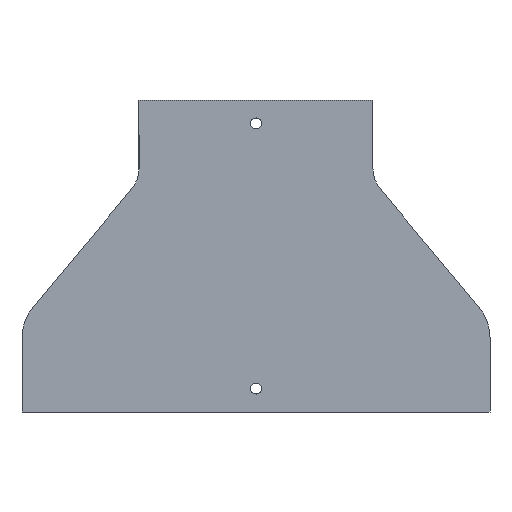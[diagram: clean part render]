
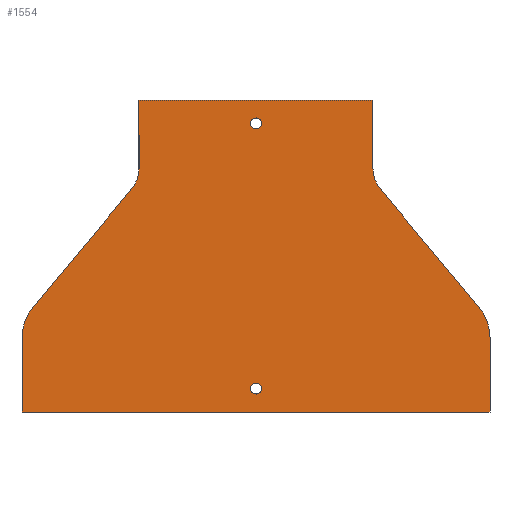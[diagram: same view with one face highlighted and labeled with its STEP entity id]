
A CAD part, front view. The second image highlights one B-rep face of the part: STEP entity #1554.
In plain terms, the highlighted planar face has unit normal (0, -1, 0).
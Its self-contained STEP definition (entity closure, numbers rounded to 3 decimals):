
#3 = CARTESIAN_POINT ( 'NONE',  ( -79.636, 0., -56.942 ) ) ;
#5 = DIRECTION ( 'NONE',  ( 0., 0., 1. ) ) ;
#6 = DIRECTION ( 'NONE',  ( 0., 1., 0. ) ) ;
#9 = CARTESIAN_POINT ( 'NONE',  ( -120., 0., -152.241 ) ) ;
#10 = DIRECTION ( 'NONE',  ( 0.64, 0., 0.768 ) ) ;
#21 = CARTESIAN_POINT ( 'NONE',  ( -150., 0., -152.241 ) ) ;
#24 = DIRECTION ( 'NONE',  ( 0., 0., 1. ) ) ;
#73 = CARTESIAN_POINT ( 'NONE',  ( 143.047, 0., -133.035 ) ) ;
#77 = CARTESIAN_POINT ( 'NONE',  ( 120., 0., -152.241 ) ) ;
#121 = DIRECTION ( 'NONE',  ( 0., 0., -1. ) ) ;
#145 = DIRECTION ( 'NONE',  ( 0., 0., 1. ) ) ;
#147 = PLANE ( 'NONE',  #1999 ) ;
#166 = CARTESIAN_POINT ( 'NONE',  ( -75., 0., 0. ) ) ;
#209 = CARTESIAN_POINT ( 'NONE',  ( 95., 0., -44.139 ) ) ;
#226 = CARTESIAN_POINT ( 'NONE',  ( 150., 0., -200. ) ) ;
#239 = DIRECTION ( 'NONE',  ( 0., 1., 0. ) ) ;
#251 = CARTESIAN_POINT ( 'NONE',  ( 75., 0., -44.139 ) ) ;
#254 = CARTESIAN_POINT ( 'NONE',  ( -75., 0., 0. ) ) ;
#260 = CARTESIAN_POINT ( 'NONE',  ( 75., 0., 0. ) ) ;
#288 = DIRECTION ( 'NONE',  ( 0.64, 0., -0.768 ) ) ;
#296 = CARTESIAN_POINT ( 'NONE',  ( -150., 0., -200. ) ) ;
#326 = CARTESIAN_POINT ( 'NONE',  ( 79.636, 0., -56.942 ) ) ;
#327 = DIRECTION ( 'NONE',  ( 0., 0., -1. ) ) ;
#328 = DIRECTION ( 'NONE',  ( 0., -1., 0. ) ) ;
#342 = CARTESIAN_POINT ( 'NONE',  ( -150., 0., -200. ) ) ;
#356 = CARTESIAN_POINT ( 'NONE',  ( -150., 0., -152.241 ) ) ;
#357 = DIRECTION ( 'NONE',  ( 0., 1., 0. ) ) ;
#374 = CARTESIAN_POINT ( 'NONE',  ( -95., 0., -44.139 ) ) ;
#396 = CARTESIAN_POINT ( 'NONE',  ( 79.636, 0., -56.942 ) ) ;
#399 = CARTESIAN_POINT ( 'NONE',  ( 150., 0., -152.241 ) ) ;
#413 = CARTESIAN_POINT ( 'NONE',  ( -75., 0., -44.139 ) ) ;
#427 = CARTESIAN_POINT ( 'NONE',  ( -79.636, 0., -56.942 ) ) ;
#429 = CARTESIAN_POINT ( 'NONE',  ( -143.047, 0., -133.035 ) ) ;
#435 = DIRECTION ( 'NONE',  ( 0., 0., -1. ) ) ;
#437 = DIRECTION ( 'NONE',  ( 0., 0., 1. ) ) ;
#443 = DIRECTION ( 'NONE',  ( -1., 0., 0. ) ) ;
#448 = DIRECTION ( 'NONE',  ( 0., 0., -1. ) ) ;
#455 = CARTESIAN_POINT ( 'NONE',  ( 75., 0., 0. ) ) ;
#483 = CARTESIAN_POINT ( 'NONE',  ( 150., 0., -152.241 ) ) ;
#497 = DIRECTION ( 'NONE',  ( 1., 0., 0. ) ) ;
#503 = CARTESIAN_POINT ( 'NONE',  ( -75., 0., 0. ) ) ;
#528 = CARTESIAN_POINT ( 'NONE',  ( -95., 0., -44.139 ) ) ;
#640 = DIRECTION ( 'NONE',  ( 0., -1., 0. ) ) ;
#647 = DIRECTION ( 'NONE',  ( 0., 0., 1. ) ) ;
#690 = CARTESIAN_POINT ( 'NONE',  ( 0., 0., -18.5 ) ) ;
#691 = CARTESIAN_POINT ( 'NONE',  ( 0., 0., -188.5 ) ) ;
#717 = DIRECTION ( 'NONE',  ( 0., 0., -1. ) ) ;
#718 = DIRECTION ( 'NONE',  ( 0., -1., 0. ) ) ;
#719 = CARTESIAN_POINT ( 'NONE',  ( 0., 0., -15. ) ) ;
#721 = DIRECTION ( 'NONE',  ( 0., 0., -1. ) ) ;
#722 = DIRECTION ( 'NONE',  ( 0., -1., 0. ) ) ;
#723 = CARTESIAN_POINT ( 'NONE',  ( 0., 0., -185. ) ) ;
#761 = EDGE_CURVE ( 'NONE', #1192, #1195, #1238, .T. ) ;
#780 = EDGE_CURVE ( 'NONE', #1213, #1192, #1271, .T. ) ;
#793 = EDGE_CURVE ( 'NONE', #1195, #1188, #1290, .T. ) ;
#796 = EDGE_CURVE ( 'NONE', #1188, #1169, #1298, .T. ) ;
#799 = EDGE_CURVE ( 'NONE', #1169, #1178, #1303, .T. ) ;
#802 = EDGE_CURVE ( 'NONE', #1178, #1172, #1308, .T. ) ;
#813 = EDGE_CURVE ( 'NONE', #1172, #1159, #1323, .T. ) ;
#816 = EDGE_CURVE ( 'NONE', #1159, #1153, #1330, .T. ) ;
#910 = VERTEX_POINT ( 'NONE', #691 ) ;
#911 = VERTEX_POINT ( 'NONE', #690 ) ;
#1139 = VERTEX_POINT ( 'NONE', #429 ) ;
#1141 = VERTEX_POINT ( 'NONE', #427 ) ;
#1145 = VERTEX_POINT ( 'NONE', #356 ) ;
#1153 = VERTEX_POINT ( 'NONE', #342 ) ;
#1159 = VERTEX_POINT ( 'NONE', #226 ) ;
#1169 = VERTEX_POINT ( 'NONE', #396 ) ;
#1172 = VERTEX_POINT ( 'NONE', #399 ) ;
#1178 = VERTEX_POINT ( 'NONE', #73 ) ;
#1188 = VERTEX_POINT ( 'NONE', #251 ) ;
#1192 = VERTEX_POINT ( 'NONE', #254 ) ;
#1195 = VERTEX_POINT ( 'NONE', #260 ) ;
#1213 = VERTEX_POINT ( 'NONE', #413 ) ;
#1238 = LINE ( 'NONE', #503, #1243 ) ;
#1243 = VECTOR ( 'NONE', #497, 1000. ) ;
#1271 = LINE ( 'NONE', #166, #1274 ) ;
#1274 = VECTOR ( 'NONE', #437, 1000. ) ;
#1290 = LINE ( 'NONE', #455, #1295 ) ;
#1295 = VECTOR ( 'NONE', #448, 1000. ) ;
#1298 = CIRCLE ( 'NONE', #1975, 20. ) ;
#1303 = LINE ( 'NONE', #326, #1305 ) ;
#1305 = VECTOR ( 'NONE', #288, 1000. ) ;
#1308 = CIRCLE ( 'NONE', #1977, 30. ) ;
#1323 = LINE ( 'NONE', #483, #1327 ) ;
#1327 = VECTOR ( 'NONE', #121, 1000. ) ;
#1330 = LINE ( 'NONE', #296, #1333 ) ;
#1333 = VECTOR ( 'NONE', #443, 1000. ) ;
#1374 = FACE_OUTER_BOUND ( 'NONE', #1809, .T. ) ;
#1375 = FACE_BOUND ( 'NONE', #1836, .T. ) ;
#1378 = FACE_BOUND ( 'NONE', #1837, .T. ) ;
#1458 = LINE ( 'NONE', #21, #1462 ) ;
#1462 = VECTOR ( 'NONE', #24, 1000. ) ;
#1465 = CIRCLE ( 'NONE', #2046, 30. ) ;
#1470 = LINE ( 'NONE', #3, #1472 ) ;
#1472 = VECTOR ( 'NONE', #10, 1000. ) ;
#1475 = CIRCLE ( 'NONE', #2048, 20. ) ;
#1478 = CIRCLE ( 'NONE', #2050, 3.5 ) ;
#1481 = CIRCLE ( 'NONE', #2051, 3.5 ) ;
#1554 = ADVANCED_FACE ( 'NONE', ( #1375, #1378, #1374 ), #147, .F. ) ;
#1663 = ORIENTED_EDGE ( 'NONE', *, *, #1869, .F. ) ;
#1664 = ORIENTED_EDGE ( 'NONE', *, *, #1872, .F. ) ;
#1665 = ORIENTED_EDGE ( 'NONE', *, *, #1875, .F. ) ;
#1666 = ORIENTED_EDGE ( 'NONE', *, *, #780, .F. ) ;
#1667 = ORIENTED_EDGE ( 'NONE', *, *, #761, .F. ) ;
#1668 = ORIENTED_EDGE ( 'NONE', *, *, #793, .F. ) ;
#1669 = ORIENTED_EDGE ( 'NONE', *, *, #796, .F. ) ;
#1670 = ORIENTED_EDGE ( 'NONE', *, *, #799, .F. ) ;
#1671 = ORIENTED_EDGE ( 'NONE', *, *, #802, .F. ) ;
#1672 = ORIENTED_EDGE ( 'NONE', *, *, #813, .F. ) ;
#1673 = ORIENTED_EDGE ( 'NONE', *, *, #816, .F. ) ;
#1674 = ORIENTED_EDGE ( 'NONE', *, *, #1866, .F. ) ;
#1675 = ORIENTED_EDGE ( 'NONE', *, *, #1878, .F. ) ;
#1676 = ORIENTED_EDGE ( 'NONE', *, *, #1877, .F. ) ;
#1809 = EDGE_LOOP ( 'NONE', ( #1674, #1673, #1672, #1671, #1670, #1669, #1668, #1667, #1666, #1665, #1664, #1663 ) ) ;
#1836 = EDGE_LOOP ( 'NONE', ( #1676 ) ) ;
#1837 = EDGE_LOOP ( 'NONE', ( #1675 ) ) ;
#1866 = EDGE_CURVE ( 'NONE', #1153, #1145, #1458, .T. ) ;
#1869 = EDGE_CURVE ( 'NONE', #1145, #1139, #1465, .T. ) ;
#1872 = EDGE_CURVE ( 'NONE', #1139, #1141, #1470, .T. ) ;
#1875 = EDGE_CURVE ( 'NONE', #1141, #1213, #1475, .T. ) ;
#1877 = EDGE_CURVE ( 'NONE', #910, #910, #1478, .T. ) ;
#1878 = EDGE_CURVE ( 'NONE', #911, #911, #1481, .T. ) ;
#1975 = AXIS2_PLACEMENT_3D ( 'NONE', #209, #328, #327 ) ;
#1977 = AXIS2_PLACEMENT_3D ( 'NONE', #77, #357, #435 ) ;
#1999 = AXIS2_PLACEMENT_3D ( 'NONE', #374, #239, #145 ) ;
#2046 = AXIS2_PLACEMENT_3D ( 'NONE', #9, #6, #5 ) ;
#2048 = AXIS2_PLACEMENT_3D ( 'NONE', #528, #640, #647 ) ;
#2050 = AXIS2_PLACEMENT_3D ( 'NONE', #723, #722, #721 ) ;
#2051 = AXIS2_PLACEMENT_3D ( 'NONE', #719, #718, #717 ) ;
